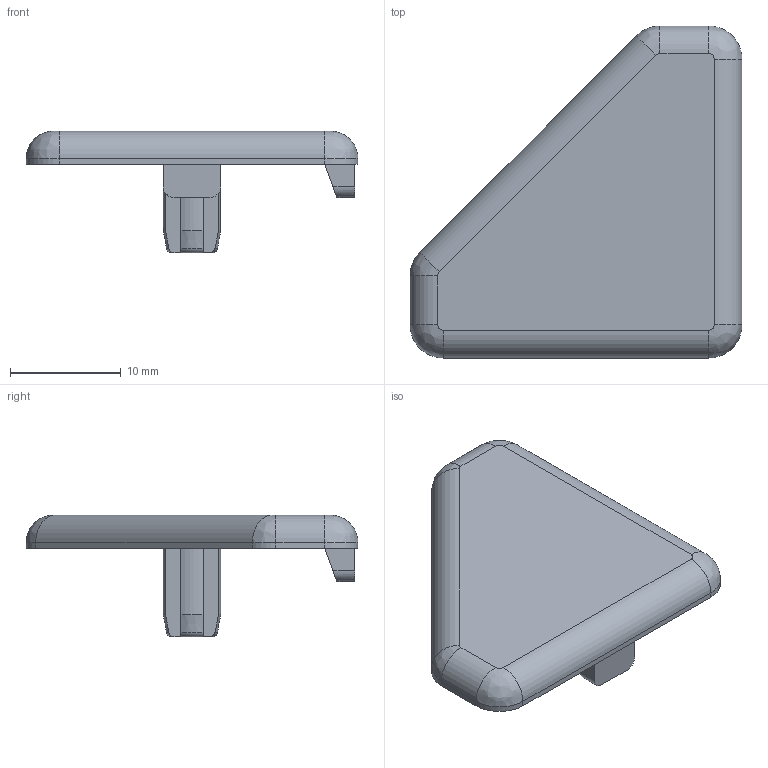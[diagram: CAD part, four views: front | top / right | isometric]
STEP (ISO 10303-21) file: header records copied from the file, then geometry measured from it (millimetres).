
FILE_DESCRIPTION(/* description */ ('Abdeckkappe 30x30 45°'),/* implementation_level */ '2;1');
FILE_NAME(/* name */ '261005024 Abdeckkappe 30x30 - 45.stp',/* time_stamp */ '2020-09-02T15:14:13+02:00',/* author */ ('wheldmann'),/* organization */ (''),/* preprocessor_version */ 'ST-DEVELOPER v17.2',/* originating_system */ 'Autodesk Inventor 2019',/* authorisation */ ' ');
FILE_SCHEMA (('AUTOMOTIVE_DESIGN { 1 0 10303 214 3 1 1 }'));
Length unit declared in the file: millimetre
Products named in the file (1): 261005024
Bounding box: 30 x 30 x 11 mm (x, y, z)
Volume: 1692.4 mm3; surface area: 1858.5 mm2
Topology: 1 solids, 1 shells, 67 faces, 175 edges, 112 vertices
Faces by surface type: plane 34, cylinder 20, bspline 5, torus 4, cone 4
Entity records: 2159 total; most frequent: CARTESIAN_POINT 483, ORIENTED_EDGE 350, DIRECTION 338, EDGE_CURVE 175, AXIS2_PLACEMENT_3D 116, VERTEX_POINT 112, LINE 106, VECTOR 106
